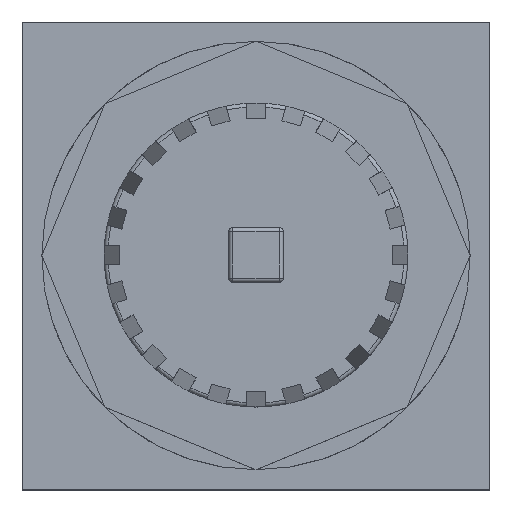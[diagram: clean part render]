
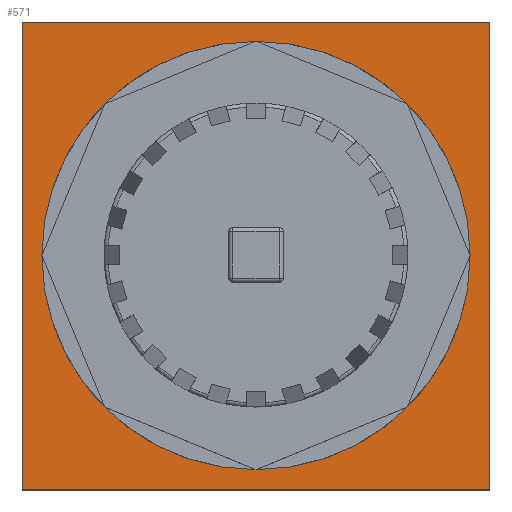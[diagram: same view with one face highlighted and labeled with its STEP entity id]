
A CAD part, top view. The second image highlights one B-rep face of the part: STEP entity #571.
In plain terms, the highlighted planar face has unit normal (0, 0, 1).
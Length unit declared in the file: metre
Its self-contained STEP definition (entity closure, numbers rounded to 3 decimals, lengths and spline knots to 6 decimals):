
#571=ADVANCED_FACE('',(#1430,#1431),#1432,.T.);
#1430=FACE_BOUND('',#2695,.T.);
#1431=FACE_OUTER_BOUND('',#2696,.T.);
#1432=PLANE('',#2697);
#2695=EDGE_LOOP('',(#4211));
#2696=EDGE_LOOP('',(#4212,#4213,#4214,#4215));
#2697=AXIS2_PLACEMENT_3D('',#4216,#4217,#4218);
#4211=ORIENTED_EDGE('',*,*,#7241,.F.);
#4212=ORIENTED_EDGE('',*,*,#7242,.T.);
#4213=ORIENTED_EDGE('',*,*,#7243,.T.);
#4214=ORIENTED_EDGE('',*,*,#7244,.T.);
#4215=ORIENTED_EDGE('',*,*,#7245,.T.);
#4216=CARTESIAN_POINT('',(0.0,0.0,-0.14));
#4217=DIRECTION('',(0.0,0.0,1.0));
#4218=DIRECTION('',(0.,1.0,0.0));
#7241=EDGE_CURVE('',#8670,#8670,#8671,.T.);
#7242=EDGE_CURVE('',#8672,#8673,#8674,.T.);
#7243=EDGE_CURVE('',#8673,#8675,#8676,.T.);
#7244=EDGE_CURVE('',#8675,#8677,#8678,.T.);
#7245=EDGE_CURVE('',#8677,#8672,#8679,.T.);
#8670=VERTEX_POINT('',#10691);
#8671=CIRCLE('',#10692,0.0275);
#8672=VERTEX_POINT('',#10693);
#8673=VERTEX_POINT('',#10694);
#8674=LINE('',#10695,#10696);
#8675=VERTEX_POINT('',#10697);
#8676=LINE('',#10698,#10699);
#8677=VERTEX_POINT('',#10700);
#8678=LINE('',#10701,#10702);
#8679=LINE('',#10703,#10704);
#10691=CARTESIAN_POINT('',(0.0275,0.0,-0.14));
#10692=AXIS2_PLACEMENT_3D('',#12990,#12991,#12992);
#10693=CARTESIAN_POINT('',(-0.03,0.03,-0.14));
#10694=CARTESIAN_POINT('',(-0.03,-0.03,-0.14));
#10695=CARTESIAN_POINT('',(-0.03,-0.02125,-0.14));
#10696=VECTOR('',#12993,1.0);
#10697=CARTESIAN_POINT('',(0.03,-0.03,-0.14));
#10698=CARTESIAN_POINT('',(0.02125,-0.03,-0.14));
#10699=VECTOR('',#12994,1.0);
#10700=CARTESIAN_POINT('',(0.03,0.03,-0.14));
#10701=CARTESIAN_POINT('',(0.03,0.02125,-0.14));
#10702=VECTOR('',#12995,1.0);
#10703=CARTESIAN_POINT('',(-0.02125,0.03,-0.14));
#10704=VECTOR('',#12996,1.0);
#12990=CARTESIAN_POINT('',(0.0,0.0,-0.14));
#12991=DIRECTION('',(0.0,0.0,1.0));
#12992=DIRECTION('',(1.0,0.0,-0.0));
#12993=DIRECTION('',(0.,-1.0,0.0));
#12994=DIRECTION('',(1.0,0.,0.0));
#12995=DIRECTION('',(0.,1.0,0.0));
#12996=DIRECTION('',(-1.0,0.,0.0));
